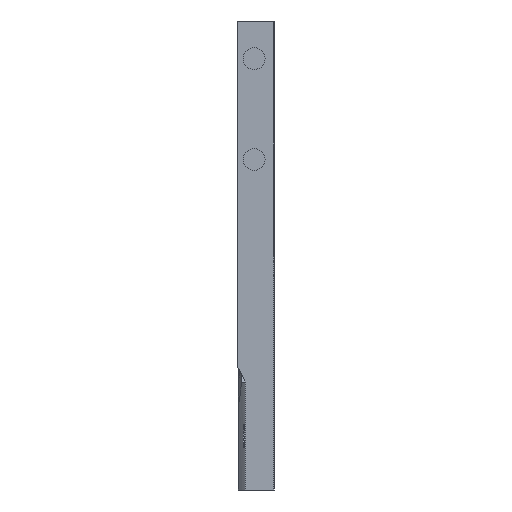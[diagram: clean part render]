
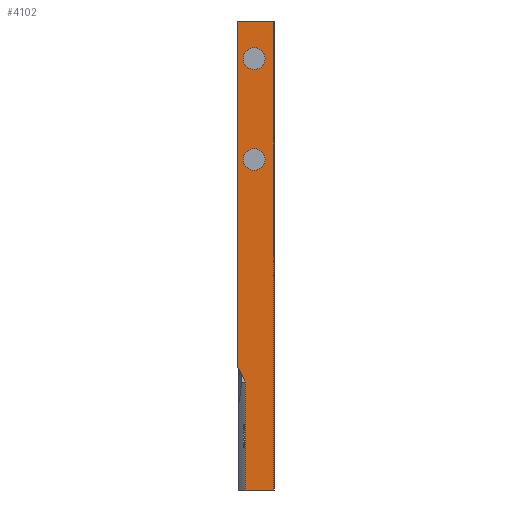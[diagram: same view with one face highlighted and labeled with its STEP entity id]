
A CAD part, left-side view. The second image highlights one B-rep face of the part: STEP entity #4102.
In plain terms, the highlighted planar face has unit normal (-1, 0, 0).
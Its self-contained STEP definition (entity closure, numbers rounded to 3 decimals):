
#73=FACE_BOUND('',#953,.T.);
#74=FACE_BOUND('',#954,.T.);
#145=CIRCLE('',#4134,1.513);
#147=CIRCLE('',#4138,1.513);
#692=FACE_OUTER_BOUND('',#952,.T.);
#952=EDGE_LOOP('',(#3821,#3822,#3823,#3824,#3825,#3826));
#953=EDGE_LOOP('',(#3827));
#954=EDGE_LOOP('',(#3828));
#1038=LINE('',#6488,#1360);
#1044=LINE('',#6512,#1366);
#1060=LINE('',#6594,#1382);
#1098=LINE('',#6726,#1420);
#1274=LINE('',#7446,#1596);
#1276=LINE('',#7450,#1598);
#1360=VECTOR('',#4793,10.);
#1366=VECTOR('',#4817,10.);
#1382=VECTOR('',#4891,10.);
#1420=VECTOR('',#5041,10.);
#1596=VECTOR('',#5779,10.);
#1598=VECTOR('',#5785,10.);
#1615=VERTEX_POINT('',#5838);
#1617=VERTEX_POINT('',#5845);
#1730=VERTEX_POINT('',#6486);
#1731=VERTEX_POINT('',#6487);
#1740=VERTEX_POINT('',#6511);
#1777=VERTEX_POINT('',#6592);
#1815=VERTEX_POINT('',#6724);
#2004=VERTEX_POINT('',#7444);
#2029=EDGE_CURVE('',#1615,#1615,#145,.T.);
#2032=EDGE_CURVE('',#1617,#1617,#147,.T.);
#2163=EDGE_CURVE('',#1730,#1731,#1038,.T.);
#2175=EDGE_CURVE('',#1731,#1740,#1044,.T.);
#2218=EDGE_CURVE('',#1730,#1777,#1060,.T.);
#2286=EDGE_CURVE('',#1815,#1777,#1098,.F.);
#2610=EDGE_CURVE('',#1815,#2004,#1274,.F.);
#2612=EDGE_CURVE('',#1740,#2004,#1276,.T.);
#3821=ORIENTED_EDGE('',*,*,#2163,.F.);
#3822=ORIENTED_EDGE('',*,*,#2218,.T.);
#3823=ORIENTED_EDGE('',*,*,#2286,.F.);
#3824=ORIENTED_EDGE('',*,*,#2610,.T.);
#3825=ORIENTED_EDGE('',*,*,#2612,.F.);
#3826=ORIENTED_EDGE('',*,*,#2175,.F.);
#3827=ORIENTED_EDGE('',*,*,#2029,.T.);
#3828=ORIENTED_EDGE('',*,*,#2032,.T.);
#3900=PLANE('',#4565);
#4102=ADVANCED_FACE('',(#692,#73,#74),#3900,.F.);
#4134=AXIS2_PLACEMENT_3D('',#5839,#4618,#4619);
#4138=AXIS2_PLACEMENT_3D('',#5846,#4627,#4628);
#4565=AXIS2_PLACEMENT_3D('',#7451,#5786,#5787);
#4618=DIRECTION('center_axis',(1.,0.,0.));
#4619=DIRECTION('ref_axis',(0.,-1.,0.));
#4627=DIRECTION('center_axis',(1.,0.,0.));
#4628=DIRECTION('ref_axis',(0.,-1.,0.));
#4793=DIRECTION('',(0.,0.447,0.894));
#4817=DIRECTION('',(0.,0.,1.));
#4891=DIRECTION('',(0.,0.,-1.));
#5041=DIRECTION('',(0.,-1.,0.));
#5779=DIRECTION('',(0.,0.,-1.));
#5785=DIRECTION('',(0.,-1.,0.));
#5786=DIRECTION('center_axis',(1.,0.,0.));
#5787=DIRECTION('ref_axis',(0.,1.,0.));
#5838=CARTESIAN_POINT('',(-75.85,-76.738,355.9));
#5839=CARTESIAN_POINT('Origin',(-75.85,-78.25,355.9));
#5845=CARTESIAN_POINT('',(-75.85,-76.738,369.9));
#5846=CARTESIAN_POINT('Origin',(-75.85,-78.25,369.9));
#6486=CARTESIAN_POINT('',(-75.85,-77.,325.));
#6487=CARTESIAN_POINT('',(-75.85,-76.,327.));
#6488=CARTESIAN_POINT('',(-75.85,-79.65,319.7));
#6511=CARTESIAN_POINT('',(-75.85,-76.,375.));
#6512=CARTESIAN_POINT('',(-75.85,-76.,310.));
#6592=CARTESIAN_POINT('',(-75.85,-77.,310.));
#6594=CARTESIAN_POINT('',(-75.85,-77.,310.));
#6724=CARTESIAN_POINT('',(-75.85,-81.,310.));
#6726=CARTESIAN_POINT('',(-75.85,-38.,310.));
#7444=CARTESIAN_POINT('',(-75.85,-81.,375.));
#7446=CARTESIAN_POINT('',(-75.85,-81.,310.));
#7450=CARTESIAN_POINT('',(-75.85,-38.,375.));
#7451=CARTESIAN_POINT('Origin',(-75.85,-76.,310.));
